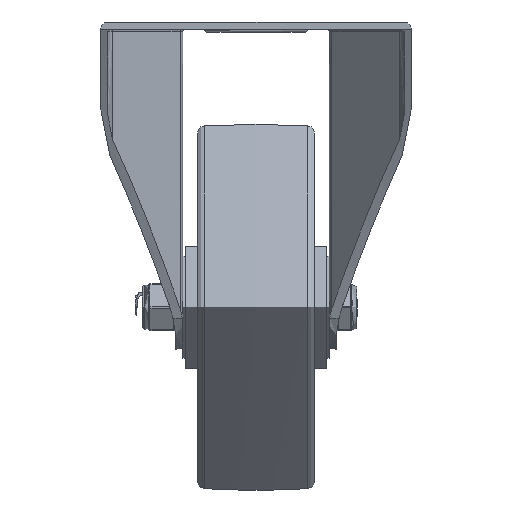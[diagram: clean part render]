
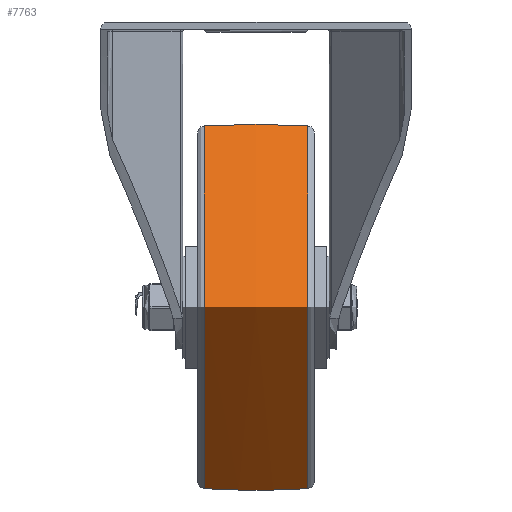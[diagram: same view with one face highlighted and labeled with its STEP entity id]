
A CAD part, left-side view. The second image highlights one B-rep face of the part: STEP entity #7763.
In plain terms, the highlighted free-form (B-spline) face has degree [2, 2] with [3, 9] control points.
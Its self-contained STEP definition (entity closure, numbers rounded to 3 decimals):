
#42=(
BOUNDED_SURFACE()
B_SPLINE_SURFACE(2,2,((#12670,#12671,#12672,#12673,#12674,#12675,#12676,
#12677,#12678),(#12679,#12680,#12681,#12682,#12683,#12684,#12685,#12686,
#12687),(#12688,#12689,#12690,#12691,#12692,#12693,#12694,#12695,#12696)),
 .UNSPECIFIED.,.F.,.T.,.F.)
B_SPLINE_SURFACE_WITH_KNOTS((3,3),(3,2,2,2,3),(-0.055,0.055),
(-3.142,-1.571,0.,1.571,3.142),
 .UNSPECIFIED.)
GEOMETRIC_REPRESENTATION_ITEM()
RATIONAL_B_SPLINE_SURFACE(((1.,0.707,1.,0.707,1.,
0.707,1.,0.707,1.),(0.998,0.706,
0.998,0.706,0.998,0.706,
0.998,0.706,0.998),(1.,0.707,
1.,0.707,1.,0.707,1.,0.707,1.)))
REPRESENTATION_ITEM('')
SURFACE()
);
#854=FACE_OUTER_BOUND('',#1345,.T.);
#1345=EDGE_LOOP('',(#5879,#5880,#5881,#5882));
#2963=CIRCLE('',#8505,49.611);
#2964=CIRCLE('',#8506,256.25);
#2965=CIRCLE('',#8507,49.611);
#3466=VERTEX_POINT('',#12667);
#3467=VERTEX_POINT('',#12697);
#4331=EDGE_CURVE('',#3466,#3466,#2963,.T.);
#4332=EDGE_CURVE('',#3466,#3467,#2964,.T.);
#4333=EDGE_CURVE('',#3467,#3467,#2965,.T.);
#5879=ORIENTED_EDGE('',*,*,#4331,.F.);
#5880=ORIENTED_EDGE('',*,*,#4332,.T.);
#5881=ORIENTED_EDGE('',*,*,#4333,.T.);
#5882=ORIENTED_EDGE('',*,*,#4332,.F.);
#7763=ADVANCED_FACE('',(#854),#42,.F.);
#8505=AXIS2_PLACEMENT_3D('',#12669,#9877,#9878);
#8506=AXIS2_PLACEMENT_3D('',#12698,#9879,#9880);
#8507=AXIS2_PLACEMENT_3D('',#12699,#9881,#9882);
#9877=DIRECTION('center_axis',(0.,1.,0.));
#9878=DIRECTION('ref_axis',(0.,0.,1.));
#9879=DIRECTION('center_axis',(-1.,0.,0.));
#9880=DIRECTION('ref_axis',(0.,0.,
-1.));
#9881=DIRECTION('center_axis',(0.,1.,0.));
#9882=DIRECTION('ref_axis',(0.,0.,1.));
#12667=CARTESIAN_POINT('',(0.,14.11,-49.611));
#12669=CARTESIAN_POINT('Origin',(0.,14.11,0.));
#12670=CARTESIAN_POINT('Ctrl Pts',(0.,-14.11,
-49.611));
#12671=CARTESIAN_POINT('Ctrl Pts',(-49.611,-14.11,
-49.611));
#12672=CARTESIAN_POINT('Ctrl Pts',(-49.611,-14.11,
0.));
#12673=CARTESIAN_POINT('Ctrl Pts',(-49.611,-14.11,
49.611));
#12674=CARTESIAN_POINT('Ctrl Pts',(0.,-14.11,
49.611));
#12675=CARTESIAN_POINT('Ctrl Pts',(49.611,-14.11,49.611));
#12676=CARTESIAN_POINT('Ctrl Pts',(49.611,-14.11,0.));
#12677=CARTESIAN_POINT('Ctrl Pts',(49.611,-14.11,-49.611));
#12678=CARTESIAN_POINT('Ctrl Pts',(0.,-14.11,
-49.611));
#12679=CARTESIAN_POINT('Ctrl Pts',(0.,0.,
-50.389));
#12680=CARTESIAN_POINT('Ctrl Pts',(-50.389,0.,
-50.389));
#12681=CARTESIAN_POINT('Ctrl Pts',(-50.389,0.,
0.));
#12682=CARTESIAN_POINT('Ctrl Pts',(-50.389,0.,
50.389));
#12683=CARTESIAN_POINT('Ctrl Pts',(0.,0.,
50.389));
#12684=CARTESIAN_POINT('Ctrl Pts',(50.389,0.,
50.389));
#12685=CARTESIAN_POINT('Ctrl Pts',(50.389,0.,
0.));
#12686=CARTESIAN_POINT('Ctrl Pts',(50.389,0.,
-50.389));
#12687=CARTESIAN_POINT('Ctrl Pts',(0.,0.,
-50.389));
#12688=CARTESIAN_POINT('Ctrl Pts',(0.,14.11,
-49.611));
#12689=CARTESIAN_POINT('Ctrl Pts',(-49.611,14.11,-49.611));
#12690=CARTESIAN_POINT('Ctrl Pts',(-49.611,14.11,0.));
#12691=CARTESIAN_POINT('Ctrl Pts',(-49.611,14.11,49.611));
#12692=CARTESIAN_POINT('Ctrl Pts',(0.,14.11,
49.611));
#12693=CARTESIAN_POINT('Ctrl Pts',(49.611,14.11,49.611));
#12694=CARTESIAN_POINT('Ctrl Pts',(49.611,14.11,0.));
#12695=CARTESIAN_POINT('Ctrl Pts',(49.611,14.11,-49.611));
#12696=CARTESIAN_POINT('Ctrl Pts',(0.,14.11,
-49.611));
#12697=CARTESIAN_POINT('',(0.,-14.11,-49.611));
#12698=CARTESIAN_POINT('Origin',(0.,0.,
206.25));
#12699=CARTESIAN_POINT('Origin',(0.,-14.11,
0.));
